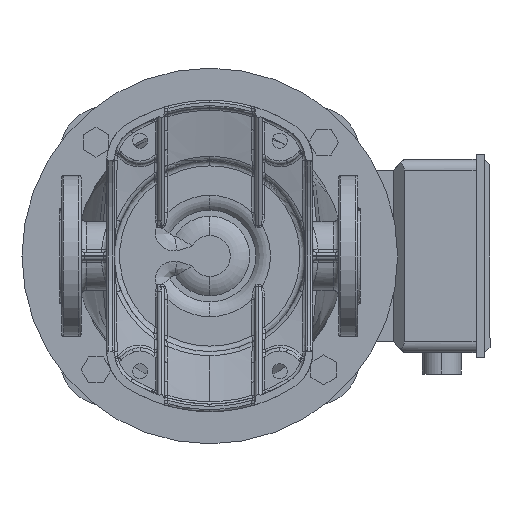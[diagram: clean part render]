
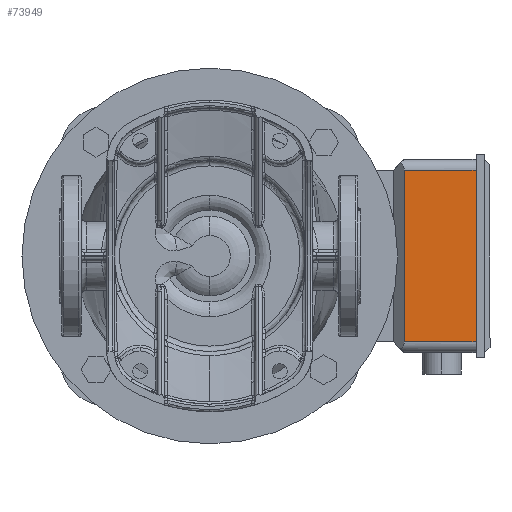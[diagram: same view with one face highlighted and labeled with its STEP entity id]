
A CAD part, front view. The second image highlights one B-rep face of the part: STEP entity #73949.
In plain terms, the highlighted face is planar.
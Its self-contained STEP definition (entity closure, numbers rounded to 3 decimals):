
#1865 = AXIS2_PLACEMENT_3D ( 'NONE', #52328, #53857, #22230 ) ;
#3173 = VERTEX_POINT ( 'NONE', #76167 ) ;
#5852 = VECTOR ( 'NONE', #31777, 1000. ) ;
#6971 = EDGE_CURVE ( 'NONE', #14986, #66775, #74933, .T. ) ;
#9205 = DIRECTION ( 'NONE',  ( 1., 0., 0. ) ) ;
#11498 = ORIENTED_EDGE ( 'NONE', *, *, #71090, .T. ) ;
#11653 = FACE_OUTER_BOUND ( 'NONE', #46927, .T. ) ;
#14450 = CARTESIAN_POINT ( 'NONE',  ( -80., 248., -176. ) ) ;
#14986 = VERTEX_POINT ( 'NONE', #14450 ) ;
#15441 = CARTESIAN_POINT ( 'NONE',  ( -80., 181., -176. ) ) ;
#20072 = VECTOR ( 'NONE', #9205, 1000. ) ;
#20795 = EDGE_CURVE ( 'NONE', #3173, #66775, #38339, .T. ) ;
#21974 = DIRECTION ( 'NONE',  ( 1., 0., 0. ) ) ;
#22230 = DIRECTION ( 'NONE',  ( 1., 0., 0. ) ) ;
#23458 = EDGE_CURVE ( 'NONE', #69255, #3173, #28991, .T. ) ;
#26990 = CARTESIAN_POINT ( 'NONE',  ( 80., -526.427, -176. ) ) ;
#28428 = ORIENTED_EDGE ( 'NONE', *, *, #20795, .T. ) ;
#28991 = LINE ( 'NONE', #40708, #44635 ) ;
#31777 = DIRECTION ( 'NONE',  ( 0., -1., 0. ) ) ;
#33876 = LINE ( 'NONE', #57759, #5852 ) ;
#38339 = LINE ( 'NONE', #26990, #74491 ) ;
#39140 = CARTESIAN_POINT ( 'NONE',  ( 80., 248., -176. ) ) ;
#40708 = CARTESIAN_POINT ( 'NONE',  ( -90., 181., -176. ) ) ;
#44635 = VECTOR ( 'NONE', #21974, 1000. ) ;
#45810 = ORIENTED_EDGE ( 'NONE', *, *, #23458, .T. ) ;
#46927 = EDGE_LOOP ( 'NONE', ( #48721, #11498, #45810, #28428 ) ) ;
#48721 = ORIENTED_EDGE ( 'NONE', *, *, #6971, .F. ) ;
#52328 = CARTESIAN_POINT ( 'NONE',  ( -90., -526.427, -176. ) ) ;
#53857 = DIRECTION ( 'NONE',  ( 0., 0., 1. ) ) ;
#57759 = CARTESIAN_POINT ( 'NONE',  ( -80., -526.427, -176. ) ) ;
#62786 = CARTESIAN_POINT ( 'NONE',  ( -90., 248., -176. ) ) ;
#66775 = VERTEX_POINT ( 'NONE', #39140 ) ;
#69255 = VERTEX_POINT ( 'NONE', #15441 ) ;
#70348 = PLANE ( 'NONE',  #1865 ) ;
#71090 = EDGE_CURVE ( 'NONE', #14986, #69255, #33876, .T. ) ;
#73191 = DIRECTION ( 'NONE',  ( 0., 1., 0. ) ) ;
#73949 = ADVANCED_FACE ( 'NONE', ( #11653 ), #70348, .T. ) ;
#74491 = VECTOR ( 'NONE', #73191, 1000. ) ;
#74933 = LINE ( 'NONE', #62786, #20072 ) ;
#76167 = CARTESIAN_POINT ( 'NONE',  ( 80., 181., -176. ) ) ;
